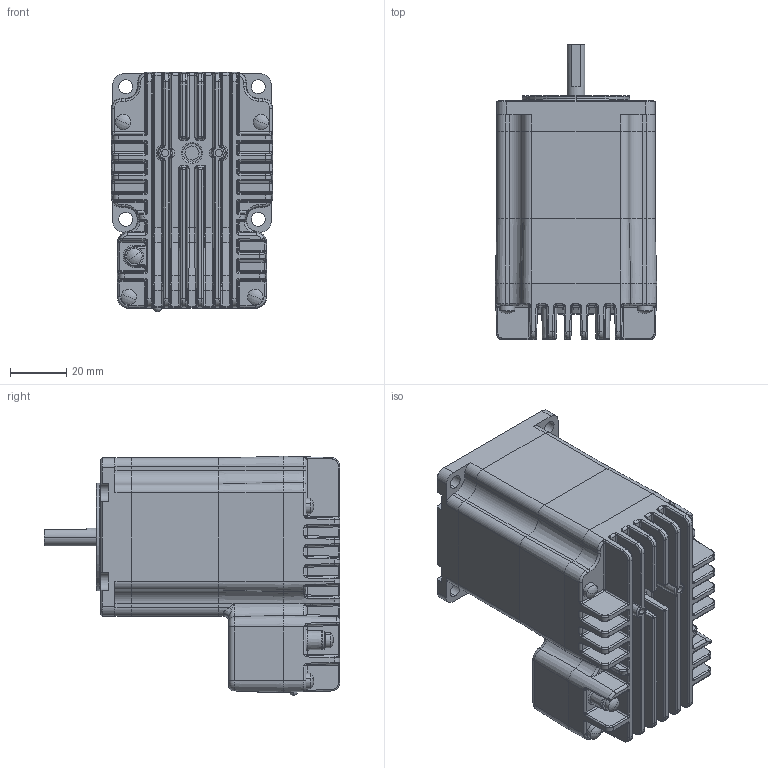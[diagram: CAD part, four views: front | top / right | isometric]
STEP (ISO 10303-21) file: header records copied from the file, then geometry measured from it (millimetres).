
FILE_DESCRIPTION (( 'STEP AP214' ), '1' );
FILE_NAME ('STM23R(¶Ì).STEP', '2011-06-21T05:49:29', ( 'User' ), ( 'Microsoft' ), 'SwSTEP 2.0', 'SolidWorks 2009', '' );
FILE_SCHEMA (( 'AUTOMOTIVE_DESIGN' ));
Length unit declared in the file: millimetre
Products named in the file (35): MMS-104-02-X-DH; CHP-081TA(4PIN); CHP-081TA; MOSｹﾜ; STM23-R(PCB); STM23-R鎮湛綴傷裔; MS6.668.018; 棠詩; M3肣蹟翐; STM23-R粣杶; MS6.666.012; 粣; 粣創1; MS8.010.020; M3带垫圈; M3X10; STM23-R电容; L-967YVP-1E; C-63-XX_-08 (Bent for MMS-02-DH); C-63-XX_-07 (Bent for MMS-02-DH); STM23-R散热器; sl_3_5_10_90g_3_2_sn_or_1605150000_2_03; 12X30电容; MMS-XX-D-XXX_FORMULA; Assem1; 蚾饜极1; STM23R(傻); MS7.804.013; Part2; MS7.804.018; Part7
Assembly tree (49 placements, depth 4):
  C-63-XX_-07 (Bent for MMS-02-DH)
  C-63-XX_-08 (Bent for MMS-02-DH)
  STM23R(傻)
    M3带垫圈
    M3X10  x4
    STM23-R鎮湛綴傷裔
      STM23-R鎮湛綴傷裔
      M3肣蹟翐  x4
      STM23-R粣杶
    STM23-R(PCB)
      MOSｹﾜ  x8
      CHP-081TA(4PIN)
      MMS-104-02-X-DH
        C-63-XX_-07 (Bent for MMS-02-DH)  x2
        MMS-XX-D-XXX_FORMULA
        C-63-XX_-08 (Bent for MMS-02-DH)  x2
      L-967YVP-1E
      12X30电容
      STM23-R电容
      CHP-081TA
      sl_3_5_10_90g_3_2_sn_or_1605150000_2_03
      STM23-R(PCB)
    蚾饜极1
      粣創1  x2
      MS6.668.018
      MS8.010.020
      MS6.666.012  x2
      粣
      Assem1
        Part7
        Part2
        MS7.804.018
        MS7.804.013
      棠詩
    STM23-R散热器
Bounding box: 57.4 x 105 x 85.14 mm (x, y, z)
Volume: 178087.4 mm3; surface area: 149503.7 mm2
Topology: 44 solids, 44 shells, 5818 faces, 15972 edges, 10214 vertices
Faces by surface type: plane 2727, cylinder 2438, bspline 331, torus 159, cone 95, sphere 68
Entity records: 164965 total; most frequent: CARTESIAN_POINT 39010, ORIENTED_EDGE 26546, DIRECTION 25513, EDGE_CURVE 13273, AXIS2_PLACEMENT_3D 8649, VERTEX_POINT 8491, VECTOR 8215, LINE 8215
